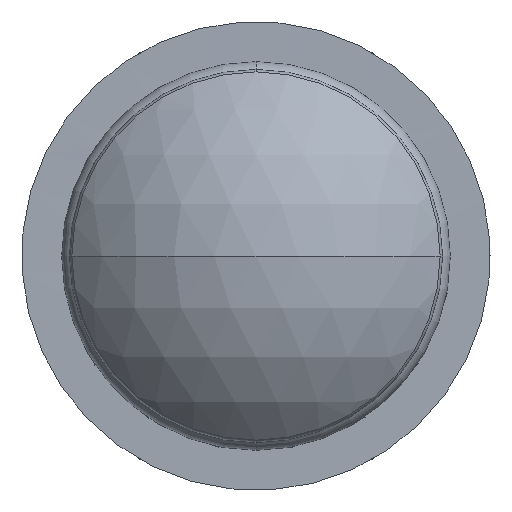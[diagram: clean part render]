
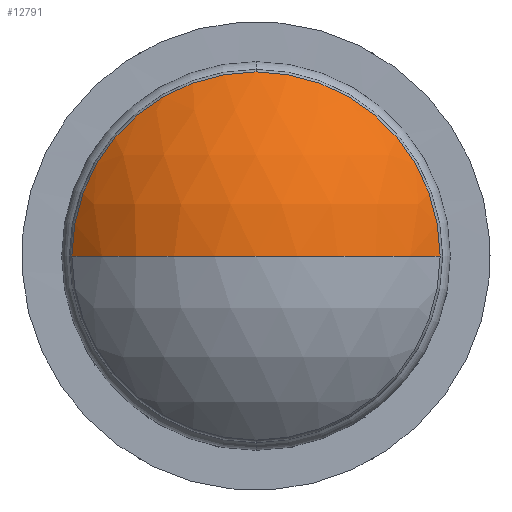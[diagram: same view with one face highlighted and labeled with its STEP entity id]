
A CAD part, left-side view. The second image highlights one B-rep face of the part: STEP entity #12791.
In plain terms, the highlighted spherical face has radius 5.715 mm.
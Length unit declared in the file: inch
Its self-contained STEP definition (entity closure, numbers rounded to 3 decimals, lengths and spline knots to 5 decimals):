
#49 = ORIENTED_EDGE ( 'NONE', *, *, #14727, .F. ) ;
#50 = ORIENTED_EDGE ( 'NONE', *, *, #14728, .T. ) ;
#51 = ORIENTED_EDGE ( 'NONE', *, *, #14729, .F. ) ;
#52 = ORIENTED_EDGE ( 'NONE', *, *, #14730, .F. ) ;
#517 = CARTESIAN_POINT ( 'NONE',  ( 0., 0., 0. ) ) ;
#518 = DIRECTION ( 'NONE',  ( 0., 0., -1. ) ) ;
#519 = DIRECTION ( 'NONE',  ( -1., 0., 0. ) ) ;
#520 = CARTESIAN_POINT ( 'NONE',  ( 0., 0., 0. ) ) ;
#521 = DIRECTION ( 'NONE',  ( 0., 0., 1. ) ) ;
#522 = DIRECTION ( 'NONE',  ( 0., -1., 0. ) ) ;
#523 = CARTESIAN_POINT ( 'NONE',  ( -0.14765, 0., 0. ) ) ;
#524 = DIRECTION ( 'NONE',  ( 1., 0., 0. ) ) ;
#525 = DIRECTION ( 'NONE',  ( 0., 0., -1. ) ) ;
#526 = CARTESIAN_POINT ( 'NONE',  ( -0.14765, 0., 0. ) ) ;
#527 = DIRECTION ( 'NONE',  ( 1., 0., 0. ) ) ;
#528 = DIRECTION ( 'NONE',  ( 0., 0., -1. ) ) ;
#3826 = AXIS2_PLACEMENT_3D ( 'NONE', #12474, #12480, #12481 ) ;
#6107 = VERTEX_POINT ( 'NONE', #13768 ) ;
#6147 = VERTEX_POINT ( 'NONE', #13808 ) ;
#6148 = VERTEX_POINT ( 'NONE', #13809 ) ;
#6205 = VERTEX_POINT ( 'NONE', #13866 ) ;
#7274 = CIRCLE ( 'NONE', #7280, 0.225 ) ;
#7275 = CIRCLE ( 'NONE', #7278, 0.225 ) ;
#7277 = CIRCLE ( 'NONE', #7282, 0.16978 ) ;
#7278 = AXIS2_PLACEMENT_3D ( 'NONE', #517, #518, #519 ) ;
#7280 = AXIS2_PLACEMENT_3D ( 'NONE', #520, #521, #522 ) ;
#7281 = CIRCLE ( 'NONE', #7284, 0.16978 ) ;
#7282 = AXIS2_PLACEMENT_3D ( 'NONE', #523, #524, #525 ) ;
#7284 = AXIS2_PLACEMENT_3D ( 'NONE', #526, #527, #528 ) ;
#12474 = CARTESIAN_POINT ( 'NONE',  ( 0., 0., 0. ) ) ;
#12476 = FACE_OUTER_BOUND ( 'NONE', #13051, .T. ) ;
#12477 = SPHERICAL_SURFACE ( 'NONE', #3826, 0.225 ) ;
#12480 = DIRECTION ( 'NONE',  ( 0., 0., 1. ) ) ;
#12481 = DIRECTION ( 'NONE',  ( 0., 1., 0. ) ) ;
#12791 = ADVANCED_FACE ( 'NONE', ( #12476 ), #12477, .T. ) ;
#13051 = EDGE_LOOP ( 'NONE', ( #49, #50, #51, #52 ) ) ;
#13768 = CARTESIAN_POINT ( 'NONE',  ( -0.225, 0., 0. ) ) ;
#13808 = CARTESIAN_POINT ( 'NONE',  ( -0.14765, 0., 0.16978 ) ) ;
#13809 = CARTESIAN_POINT ( 'NONE',  ( -0.14765, -0.16978, 0. ) ) ;
#13866 = CARTESIAN_POINT ( 'NONE',  ( -0.14765, 0.16978, 0. ) ) ;
#14727 = EDGE_CURVE ( 'NONE', #6107, #6205, #7275, .T. ) ;
#14728 = EDGE_CURVE ( 'NONE', #6107, #6148, #7274, .T. ) ;
#14729 = EDGE_CURVE ( 'NONE', #6147, #6148, #7277, .T. ) ;
#14730 = EDGE_CURVE ( 'NONE', #6205, #6147, #7281, .T. ) ;
